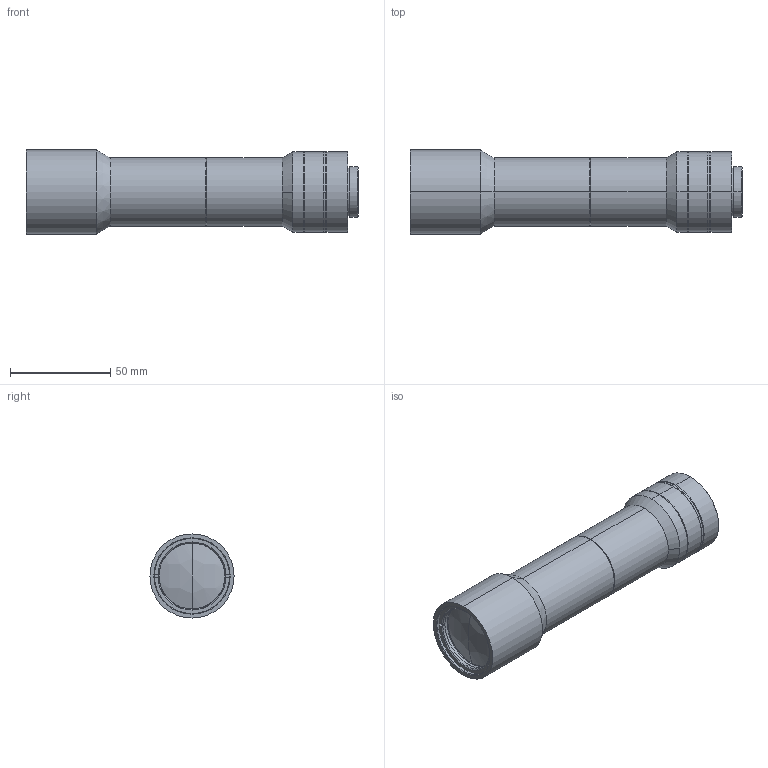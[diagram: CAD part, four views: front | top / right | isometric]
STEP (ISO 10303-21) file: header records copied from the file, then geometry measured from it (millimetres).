
FILE_DESCRIPTION (( 'STEP AP214' ), '1' );
FILE_NAME ('TTL18.5-25-50C.STEP', '2023-05-12T08:22:40', ( '' ), ( '' ), 'SwSTEP 2.0', 'SolidWorks 2022', '' );
FILE_SCHEMA (( 'AUTOMOTIVE_DESIGN' ));
Length unit declared in the file: millimetre
Products named in the file (1): TTL18.5-25-50C
Bounding box: 165.76 x 42 x 42 mm (x, y, z)
Volume: 111474.9 mm3; surface area: 55470.3 mm2
Topology: 19 solids, 19 shells, 327 faces, 707 edges, 444 vertices
Faces by surface type: cylinder 130, cone 86, plane 82, bspline 29
Entity records: 13708 total; most frequent: CARTESIAN_POINT 2550, DIRECTION 1680, ORIENTED_EDGE 1414, AXIS2_PLACEMENT_3D 710, EDGE_CURVE 707, VERTEX_POINT 444, CIRCLE 411, EDGE_LOOP 383
